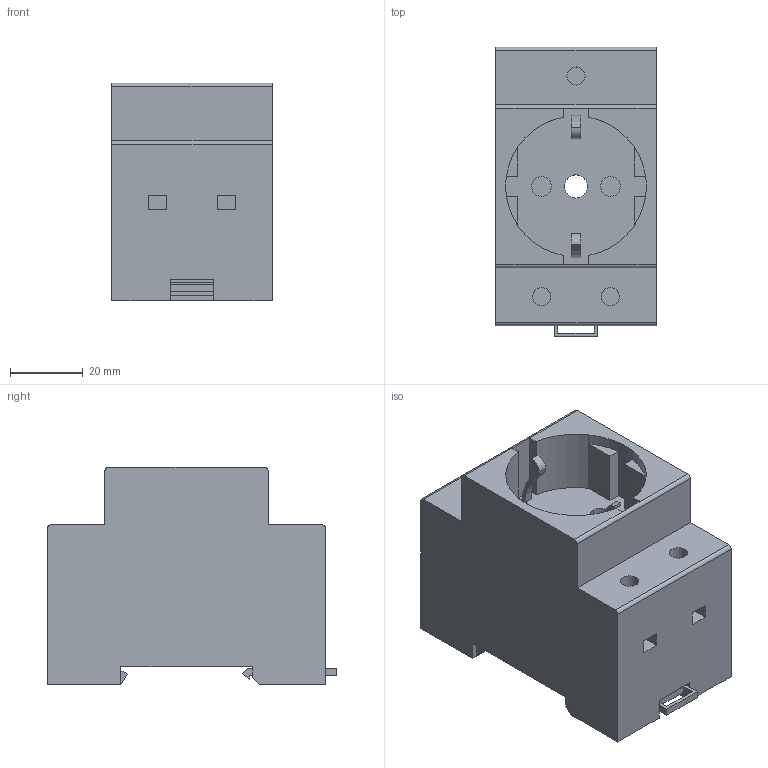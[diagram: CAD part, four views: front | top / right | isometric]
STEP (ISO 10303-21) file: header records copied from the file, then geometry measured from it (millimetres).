
FILE_DESCRIPTION(('CATIA V5 STEP Exchange','CAx-IF Rec.Pracs.--- Model Styling and Organization---1.4--- 2014-01-23'),'2;1');
FILE_NAME ('D1384617_1_8734580000_S3D_SCHUKO_TS35.stp','2019-07-24T12:19:00+00:00',('none'),('Weidmueller'),'CATIA Version 5-6 Release 2016 SP3 HF44','CATIA V5 STEP AP214','none');
FILE_SCHEMA(('AUTOMOTIVE_DESIGN { 1 0 10303 214 1 1 1 1 }'));
Length unit declared in the file: millimetre
Products named in the file (1): S3D_SCHUKO_TS35
Bounding box: 44.2 x 79.8 x 60 mm (x, y, z)
Volume: 135982 mm3; surface area: 27173.3 mm2
Topology: 4 solids, 4 shells, 131 faces, 328 edges, 214 vertices
Faces by surface type: plane 95, cylinder 36
Entity records: 3834 total; most frequent: ORIENTED_EDGE 656, CARTESIAN_POINT 643, DIRECTION 528, EDGE_CURVE 328, VECTOR 252, LINE 252, VERTEX_POINT 214, AXIS2_PLACEMENT_3D 177
